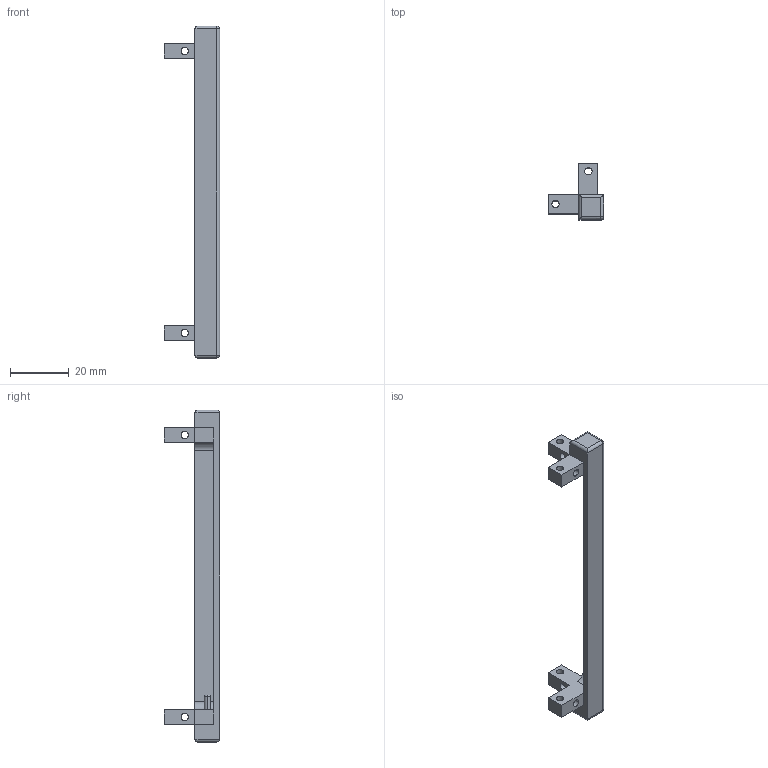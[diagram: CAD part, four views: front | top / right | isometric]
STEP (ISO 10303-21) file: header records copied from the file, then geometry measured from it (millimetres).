
FILE_DESCRIPTION (( 'STEP AP203' ), '1' );
FILE_NAME ('DeployFrameAssembly.STEP', '2012-05-23T07:04:02', ( 'OSSI' ), ( '' ), 'SwSTEP 2.0', 'SolidWorks 2011', '' );
FILE_SCHEMA (( 'CONFIG_CONTROL_DESIGN' ));
Length unit declared in the file: millimetre
Products named in the file (4): DeploySwPin; DeploySWCap; FrameDeploy; DeployFrameAssembly
Assembly tree (3 placements, depth 2):
  DeployFrameAssembly
    FrameDeploy
    DeploySWCap
    DeploySwPin
Bounding box: 19 x 19 x 113.5 mm (x, y, z)
Volume: 5388.1 mm3; surface area: 5662.6 mm2
Topology: 3 solids, 3 shells, 99 faces, 246 edges, 152 vertices
Faces by surface type: cylinder 41, plane 40, torus 16, sphere 2
Entity records: 3430 total; most frequent: CARTESIAN_POINT 587, DIRECTION 544, ORIENTED_EDGE 488, EDGE_CURVE 244, AXIS2_PLACEMENT_3D 211, VERTEX_POINT 152, VECTOR 122, LINE 122
